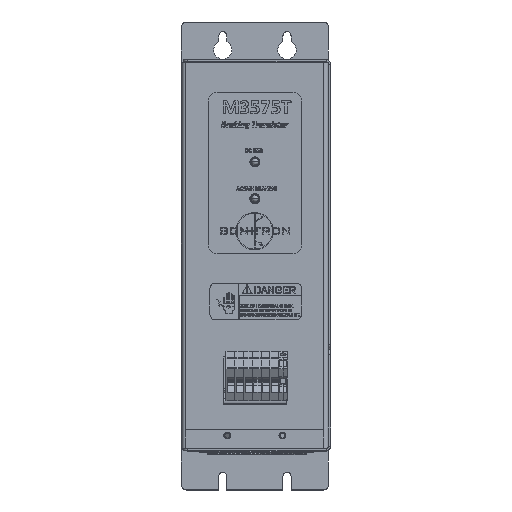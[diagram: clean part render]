
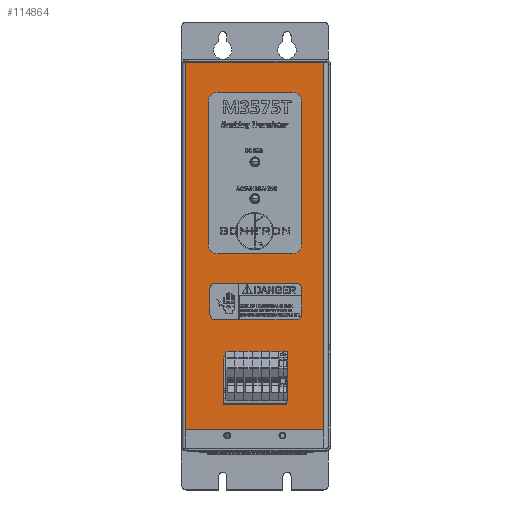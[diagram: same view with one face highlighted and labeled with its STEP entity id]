
A CAD part, top view. The second image highlights one B-rep face of the part: STEP entity #114864.
In plain terms, the highlighted planar face has unit normal (0, 0, 1).
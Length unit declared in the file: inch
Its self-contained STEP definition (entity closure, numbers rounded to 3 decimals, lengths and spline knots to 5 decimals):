
#36 = VERTEX_POINT ( 'NONE', #74938 ) ;
#518 = VECTOR ( 'NONE', #19321, 39.37008 ) ;
#1596 = DIRECTION ( 'NONE',  ( 0., 1., 0. ) ) ;
#1945 = LINE ( 'NONE', #84059, #33559 ) ;
#2869 = CARTESIAN_POINT ( 'NONE',  ( 3.88, 1.125, 7.7 ) ) ;
#3313 = FACE_OUTER_BOUND ( 'NONE', #100772, .T. ) ;
#3608 = CARTESIAN_POINT ( 'NONE',  ( 1.135, 3.61, 7.7 ) ) ;
#4438 = CARTESIAN_POINT ( 'NONE',  ( 3.88, 1.625, 7.7 ) ) ;
#5682 = EDGE_CURVE ( 'NONE', #151579, #80582, #105774, .T. ) ;
#6017 = EDGE_CURVE ( 'NONE', #80582, #151579, #32238, .T. ) ;
#6090 = CARTESIAN_POINT ( 'NONE',  ( 2., 7.925, 7.7 ) ) ;
#6927 = LINE ( 'NONE', #29981, #44555 ) ;
#7104 = VECTOR ( 'NONE', #48138, 39.37008 ) ;
#8772 = CARTESIAN_POINT ( 'NONE',  ( 0.12, 11.625, 7.7 ) ) ;
#9079 = CARTESIAN_POINT ( 'NONE',  ( 1.135, 2.32, 7.7 ) ) ;
#10164 = ORIENTED_EDGE ( 'NONE', *, *, #109642, .F. ) ;
#11440 = EDGE_CURVE ( 'NONE', #77277, #79490, #139135, .T. ) ;
#11750 = ORIENTED_EDGE ( 'NONE', *, *, #84312, .F. ) ;
#14087 = FACE_BOUND ( 'NONE', #80915, .T. ) ;
#15640 = EDGE_CURVE ( 'NONE', #112397, #36, #33141, .T. ) ;
#15681 = CARTESIAN_POINT ( 'NONE',  ( 2., 8.925, 7.7 ) ) ;
#16889 = LINE ( 'NONE', #52892, #35638 ) ;
#18212 = DIRECTION ( 'NONE',  ( 0., 0., 1. ) ) ;
#19321 = DIRECTION ( 'NONE',  ( 1., 0., 0. ) ) ;
#19902 = DIRECTION ( 'NONE',  ( -1., 0., 0. ) ) ;
#25078 = ORIENTED_EDGE ( 'NONE', *, *, #15640, .F. ) ;
#26611 = CARTESIAN_POINT ( 'NONE',  ( 2.125, 8.925, 7.7 ) ) ;
#26679 = DIRECTION ( 'NONE',  ( 0., 1., 0. ) ) ;
#27110 = PLANE ( 'NONE',  #88290 ) ;
#28120 = VERTEX_POINT ( 'NONE', #90807 ) ;
#29981 = CARTESIAN_POINT ( 'NONE',  ( 0., 1.625, 7.7 ) ) ;
#32238 = CIRCLE ( 'NONE', #118063, 0.125 ) ;
#33141 = CIRCLE ( 'NONE', #138638, 0.125 ) ;
#33353 = CARTESIAN_POINT ( 'NONE',  ( 2.125, 7.925, 7.7 ) ) ;
#33559 = VECTOR ( 'NONE', #131716, 39.37008 ) ;
#35543 = VERTEX_POINT ( 'NONE', #76994 ) ;
#35638 = VECTOR ( 'NONE', #19902, 39.37008 ) ;
#35915 = AXIS2_PLACEMENT_3D ( 'NONE', #15681, #72494, #144707 ) ;
#38268 = EDGE_LOOP ( 'NONE', ( #149406, #121686, #137909, #11750 ) ) ;
#43731 = DIRECTION ( 'NONE',  ( -1., 0., 0. ) ) ;
#44320 = ORIENTED_EDGE ( 'NONE', *, *, #11440, .F. ) ;
#44555 = VECTOR ( 'NONE', #43731, 39.37008 ) ;
#47337 = DIRECTION ( 'NONE',  ( 0., 0., 1. ) ) ;
#48138 = DIRECTION ( 'NONE',  ( -1., 0., 0. ) ) ;
#50097 = DIRECTION ( 'NONE',  ( 0., 0., -1. ) ) ;
#52463 = ORIENTED_EDGE ( 'NONE', *, *, #116956, .T. ) ;
#52883 = DIRECTION ( 'NONE',  ( 0., 0., 1. ) ) ;
#52892 = CARTESIAN_POINT ( 'NONE',  ( 0., 11.625, 7.7 ) ) ;
#55477 = VERTEX_POINT ( 'NONE', #76315 ) ;
#58837 = CARTESIAN_POINT ( 'NONE',  ( 2., 8.925, 7.7 ) ) ;
#59166 = AXIS2_PLACEMENT_3D ( 'NONE', #6090, #52883, #99777 ) ;
#59589 = DIRECTION ( 'NONE',  ( 1., 0., 0. ) ) ;
#61688 = EDGE_LOOP ( 'NONE', ( #136964, #131369 ) ) ;
#63561 = EDGE_CURVE ( 'NONE', #28120, #95016, #131085, .T. ) ;
#68751 = ORIENTED_EDGE ( 'NONE', *, *, #98396, .F. ) ;
#71433 = CARTESIAN_POINT ( 'NONE',  ( 0.12, 11.625, 7.7 ) ) ;
#72494 = DIRECTION ( 'NONE',  ( 0., 0., 1. ) ) ;
#74938 = CARTESIAN_POINT ( 'NONE',  ( 1.875, 8.925, 7.7 ) ) ;
#76315 = CARTESIAN_POINT ( 'NONE',  ( 3.88, 11.625, 7.7 ) ) ;
#76551 = VERTEX_POINT ( 'NONE', #123479 ) ;
#76994 = CARTESIAN_POINT ( 'NONE',  ( 1.135, 2.32, 7.7 ) ) ;
#77277 = VERTEX_POINT ( 'NONE', #105912 ) ;
#77899 = CARTESIAN_POINT ( 'NONE',  ( 1.875, 7.925, 7.7 ) ) ;
#79490 = VERTEX_POINT ( 'NONE', #8772 ) ;
#80582 = VERTEX_POINT ( 'NONE', #33353 ) ;
#80915 = EDGE_LOOP ( 'NONE', ( #25078, #10164 ) ) ;
#81764 = EDGE_CURVE ( 'NONE', #55477, #79490, #16889, .T. ) ;
#84059 = CARTESIAN_POINT ( 'NONE',  ( 2.865, 2.32, 7.7 ) ) ;
#84312 = EDGE_CURVE ( 'NONE', #76551, #28120, #1945, .T. ) ;
#84694 = CARTESIAN_POINT ( 'NONE',  ( 0., 0., 7.7 ) ) ;
#88107 = VECTOR ( 'NONE', #101996, 39.37008 ) ;
#88290 = AXIS2_PLACEMENT_3D ( 'NONE', #84694, #50097, #106218 ) ;
#88420 = LINE ( 'NONE', #110724, #518 ) ;
#88965 = LINE ( 'NONE', #9079, #88107 ) ;
#90807 = CARTESIAN_POINT ( 'NONE',  ( 2.865, 3.61, 7.7 ) ) ;
#95016 = VERTEX_POINT ( 'NONE', #3608 ) ;
#98396 = EDGE_CURVE ( 'NONE', #143812, #77277, #6927, .T. ) ;
#99777 = DIRECTION ( 'NONE',  ( 1., 0., 0. ) ) ;
#100772 = EDGE_LOOP ( 'NONE', ( #68751, #52463, #132167, #44320 ) ) ;
#101996 = DIRECTION ( 'NONE',  ( 0., -1., 0. ) ) ;
#105774 = CIRCLE ( 'NONE', #59166, 0.125 ) ;
#105912 = CARTESIAN_POINT ( 'NONE',  ( 0.12, 1.625, 7.7 ) ) ;
#106218 = DIRECTION ( 'NONE',  ( -1., 0., 0. ) ) ;
#109240 = FACE_BOUND ( 'NONE', #38268, .T. ) ;
#109642 = EDGE_CURVE ( 'NONE', #36, #112397, #129116, .T. ) ;
#110724 = CARTESIAN_POINT ( 'NONE',  ( 1.135, 2.32, 7.7 ) ) ;
#112397 = VERTEX_POINT ( 'NONE', #26611 ) ;
#114864 = ADVANCED_FACE ( 'NONE', ( #109240, #132331, #14087, #3313 ), #27110, .F. ) ;
#116956 = EDGE_CURVE ( 'NONE', #143812, #55477, #119592, .T. ) ;
#118063 = AXIS2_PLACEMENT_3D ( 'NONE', #134948, #18212, #132671 ) ;
#119592 = LINE ( 'NONE', #2869, #140194 ) ;
#121686 = ORIENTED_EDGE ( 'NONE', *, *, #123238, .F. ) ;
#123238 = EDGE_CURVE ( 'NONE', #95016, #35543, #88965, .T. ) ;
#123479 = CARTESIAN_POINT ( 'NONE',  ( 2.865, 2.32, 7.7 ) ) ;
#128057 = CARTESIAN_POINT ( 'NONE',  ( 1.135, 3.61, 7.7 ) ) ;
#129116 = CIRCLE ( 'NONE', #35915, 0.125 ) ;
#130166 = EDGE_CURVE ( 'NONE', #35543, #76551, #88420, .T. ) ;
#131085 = LINE ( 'NONE', #128057, #7104 ) ;
#131369 = ORIENTED_EDGE ( 'NONE', *, *, #5682, .F. ) ;
#131716 = DIRECTION ( 'NONE',  ( 0., 1., 0. ) ) ;
#132167 = ORIENTED_EDGE ( 'NONE', *, *, #81764, .T. ) ;
#132331 = FACE_BOUND ( 'NONE', #61688, .T. ) ;
#132671 = DIRECTION ( 'NONE',  ( 1., 0., 0. ) ) ;
#134948 = CARTESIAN_POINT ( 'NONE',  ( 2., 7.925, 7.7 ) ) ;
#136964 = ORIENTED_EDGE ( 'NONE', *, *, #6017, .F. ) ;
#137287 = VECTOR ( 'NONE', #1596, 39.37008 ) ;
#137909 = ORIENTED_EDGE ( 'NONE', *, *, #63561, .F. ) ;
#138638 = AXIS2_PLACEMENT_3D ( 'NONE', #58837, #47337, #59589 ) ;
#139135 = LINE ( 'NONE', #71433, #137287 ) ;
#140194 = VECTOR ( 'NONE', #26679, 39.37008 ) ;
#143812 = VERTEX_POINT ( 'NONE', #4438 ) ;
#144707 = DIRECTION ( 'NONE',  ( 1., 0., 0. ) ) ;
#149406 = ORIENTED_EDGE ( 'NONE', *, *, #130166, .F. ) ;
#151579 = VERTEX_POINT ( 'NONE', #77899 ) ;
